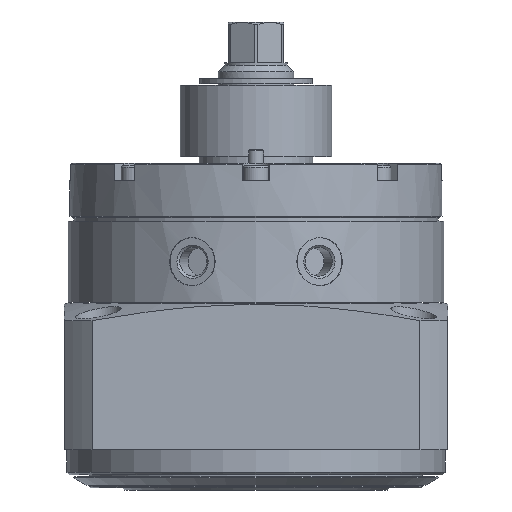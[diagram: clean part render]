
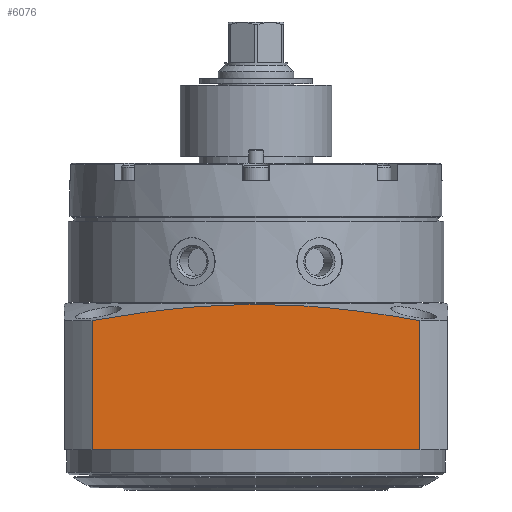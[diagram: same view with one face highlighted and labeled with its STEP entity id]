
A CAD part, front view. The second image highlights one B-rep face of the part: STEP entity #6076.
In plain terms, the highlighted planar face has unit normal (0, -1, 0).
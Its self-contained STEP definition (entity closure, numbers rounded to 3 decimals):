
#123=PLANE('',#7776);
#398=LINE('',#10922,#819);
#399=LINE('',#10924,#820);
#400=LINE('',#10926,#821);
#819=VECTOR('',#8676,1000.);
#820=VECTOR('',#8679,1000.);
#821=VECTOR('',#8680,1000.);
#1202=B_SPLINE_CURVE_WITH_KNOTS('',3,(#10789,#10790,#10791,#10792,#10793,
#10794,#10795,#10796,#10797,#10798),.UNSPECIFIED.,.F.,.F.,(4,1,1,1,1,1,
1,4),(0.133,0.166,0.182,0.198,
0.215,0.231,0.247,0.263),
 .UNSPECIFIED.);
#1342=ORIENTED_EDGE('',*,*,#2924,.F.);
#1343=ORIENTED_EDGE('',*,*,#2946,.F.);
#1344=ORIENTED_EDGE('',*,*,#2947,.T.);
#1345=ORIENTED_EDGE('',*,*,#2948,.T.);
#2924=EDGE_CURVE('',#3729,#3730,#1202,.T.);
#2946=EDGE_CURVE('',#3748,#3729,#398,.T.);
#2947=EDGE_CURVE('',#3748,#3749,#399,.T.);
#2948=EDGE_CURVE('',#3749,#3730,#400,.T.);
#3729=VERTEX_POINT('',#10788);
#3730=VERTEX_POINT('',#10799);
#3748=VERTEX_POINT('',#10921);
#3749=VERTEX_POINT('',#10925);
#4639=EDGE_LOOP('',(#1342,#1343,#1344,#1345));
#5298=FACE_BOUND('',#4639,.T.);
#6076=ADVANCED_FACE('',(#5298),#123,.T.);
#7776=AXIS2_PLACEMENT_3D('',#10923,#8677,#8678);
#8676=DIRECTION('',(0.,0.,1.));
#8677=DIRECTION('',(0.,-1.,0.));
#8678=DIRECTION('',(0.,0.,-1.));
#8679=DIRECTION('',(1.,0.,0.));
#8680=DIRECTION('',(0.,0.,1.));
#10788=CARTESIAN_POINT('',(-64.992,-76.,-62.333));
#10789=CARTESIAN_POINT('',(-64.992,-76.,-62.333));
#10790=CARTESIAN_POINT('',(-54.33,-76.,-60.476));
#10791=CARTESIAN_POINT('',(-38.269,-76.,-58.062));
#10792=CARTESIAN_POINT('',(-16.61,-76.,-56.235));
#10793=CARTESIAN_POINT('',(-0.202,-76.,-55.74));
#10794=CARTESIAN_POINT('',(16.354,-76.,-56.218));
#10795=CARTESIAN_POINT('',(32.684,-76.,-57.585));
#10796=CARTESIAN_POINT('',(48.896,-76.,-59.662));
#10797=CARTESIAN_POINT('',(59.635,-76.,-61.4));
#10798=CARTESIAN_POINT('',(64.992,-76.,-62.333));
#10799=CARTESIAN_POINT('',(64.992,-76.,-62.333));
#10921=CARTESIAN_POINT('',(-64.992,-76.,-113.5));
#10922=CARTESIAN_POINT('',(-64.992,-76.,-113.5));
#10923=CARTESIAN_POINT('',(-64.992,-76.,-113.5));
#10924=CARTESIAN_POINT('',(-64.992,-76.,-113.5));
#10925=CARTESIAN_POINT('',(64.992,-76.,-113.5));
#10926=CARTESIAN_POINT('',(64.992,-76.,-113.5));
